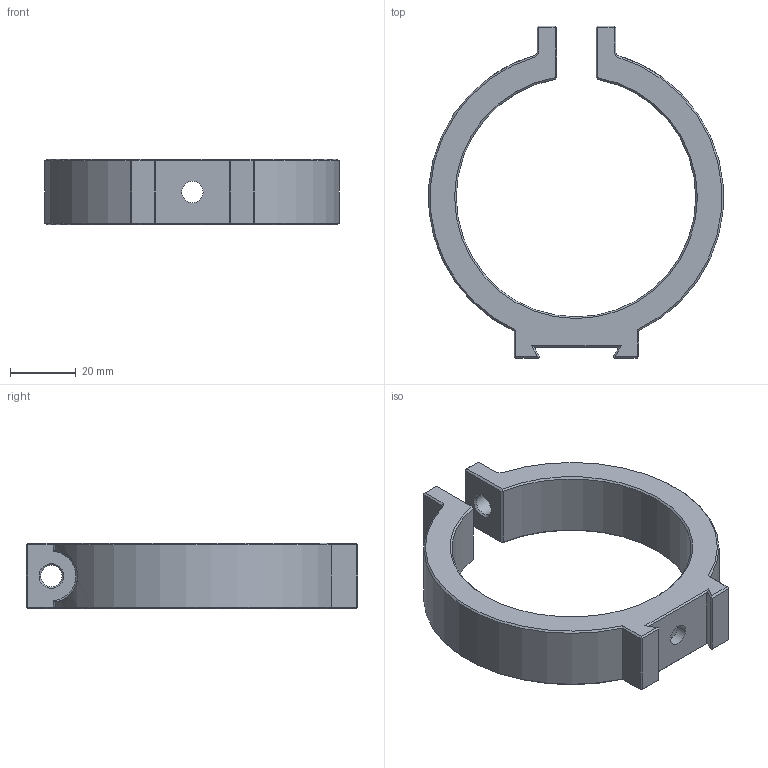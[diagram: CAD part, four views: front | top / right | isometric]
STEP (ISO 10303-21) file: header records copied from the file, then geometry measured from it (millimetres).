
FILE_DESCRIPTION(/* description */ ('Unknown'),/* implementation_level */ '2;1');
FILE_NAME(/* name */ 'filmDigitizer_135_filmCarrier_rokinon100mm_collar_V2',/* time_stamp */ '2024-05-09T14:46:23-04:00',/* author */ ('Unknown'),/* organization */ ('Unknown'),/* preprocessor_version */ 'ST-DEVELOPER v18.1',/* originating_system */ 'Solid Edge',/* authorisation */ 'Unknown');
FILE_SCHEMA (('AUTOMOTIVE_DESIGN {1 0 10303 214 3 1 1}'));
Length unit declared in the file: millimetre
Products named in the file (2): filmDigitizer_135_filmCarrier_V2; filmDigitizer_135_filmCarrier_rokinon100mm_collar_V2
Assembly tree (1 placements, depth 2):
  filmDigitizer_135_filmCarrier_V2
    filmDigitizer_135_filmCarrier_rokinon100mm_collar_V2
Bounding box: 89.73 x 101.15 x 20 mm (x, y, z)
Volume: 43323.4 mm3; surface area: 16025.5 mm2
Topology: 1 solids, 1 shells, 100 faces, 245 edges, 148 vertices
Faces by surface type: plane 80, cone 12, cylinder 8
Full cylindrical faces by diameter (mm): 6.5 x3
Entity records: 2865 total; most frequent: CARTESIAN_POINT 540, ORIENTED_EDGE 464, DIRECTION 458, EDGE_CURVE 232, LINE 182, VECTOR 182, VERTEX_POINT 142, AXIS2_PLACEMENT_3D 138
